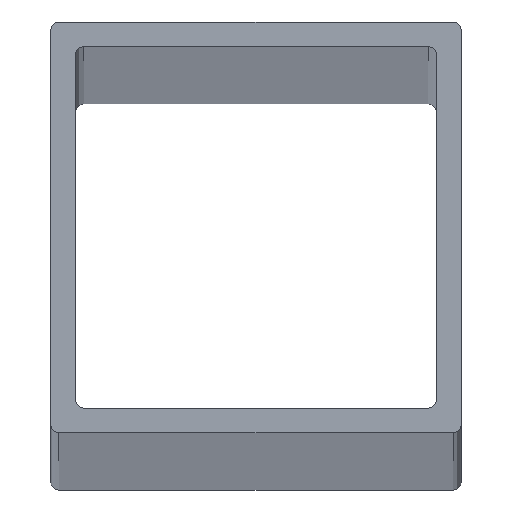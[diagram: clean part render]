
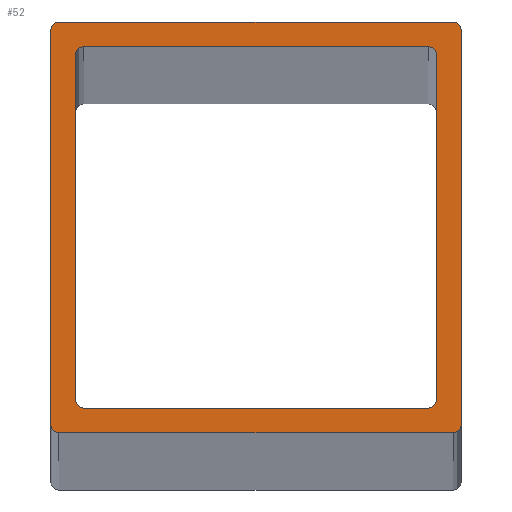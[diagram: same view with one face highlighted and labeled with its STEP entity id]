
A CAD part, top view. The second image highlights one B-rep face of the part: STEP entity #52.
In plain terms, the highlighted planar face has unit normal (0, 0, 1).
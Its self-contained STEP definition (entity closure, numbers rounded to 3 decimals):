
#52 = ADVANCED_FACE( '', ( #111, #112 ), #113, .T. );
#111 = FACE_BOUND( '', #174, .T. );
#112 = FACE_OUTER_BOUND( '', #175, .T. );
#113 = PLANE( '', #176 );
#174 = EDGE_LOOP( '', ( #267, #268, #269, #270, #271, #272, #273, #274 ) );
#175 = EDGE_LOOP( '', ( #275, #276, #277, #278, #279, #280, #281, #282 ) );
#176 = AXIS2_PLACEMENT_3D( '', #283, #284, #285 );
#267 = ORIENTED_EDGE( '', *, *, #415, .F. );
#268 = ORIENTED_EDGE( '', *, *, #416, .F. );
#269 = ORIENTED_EDGE( '', *, *, #417, .F. );
#270 = ORIENTED_EDGE( '', *, *, #418, .F. );
#271 = ORIENTED_EDGE( '', *, *, #419, .F. );
#272 = ORIENTED_EDGE( '', *, *, #412, .F. );
#273 = ORIENTED_EDGE( '', *, *, #405, .F. );
#274 = ORIENTED_EDGE( '', *, *, #420, .F. );
#275 = ORIENTED_EDGE( '', *, *, #421, .T. );
#276 = ORIENTED_EDGE( '', *, *, #422, .T. );
#277 = ORIENTED_EDGE( '', *, *, #385, .T. );
#278 = ORIENTED_EDGE( '', *, *, #423, .T. );
#279 = ORIENTED_EDGE( '', *, *, #424, .T. );
#280 = ORIENTED_EDGE( '', *, *, #409, .T. );
#281 = ORIENTED_EDGE( '', *, *, #425, .T. );
#282 = ORIENTED_EDGE( '', *, *, #426, .T. );
#283 = CARTESIAN_POINT( '', ( -12., -12., 2000. ) );
#284 = DIRECTION( '', ( 0., 0., 1. ) );
#285 = DIRECTION( '', ( 1., 0., 0. ) );
#385 = EDGE_CURVE( '', #454, #452, #455, .T. );
#405 = EDGE_CURVE( '', #488, #490, #491, .T. );
#409 = EDGE_CURVE( '', #496, #494, #497, .T. );
#412 = EDGE_CURVE( '', #490, #500, #501, .T. );
#415 = EDGE_CURVE( '', #504, #505, #506, .T. );
#416 = EDGE_CURVE( '', #507, #504, #508, .T. );
#417 = EDGE_CURVE( '', #509, #507, #510, .T. );
#418 = EDGE_CURVE( '', #511, #509, #512, .T. );
#419 = EDGE_CURVE( '', #500, #511, #513, .T. );
#420 = EDGE_CURVE( '', #505, #488, #514, .T. );
#421 = EDGE_CURVE( '', #515, #516, #517, .T. );
#422 = EDGE_CURVE( '', #516, #454, #518, .T. );
#423 = EDGE_CURVE( '', #452, #519, #520, .T. );
#424 = EDGE_CURVE( '', #519, #496, #521, .T. );
#425 = EDGE_CURVE( '', #494, #522, #523, .T. );
#426 = EDGE_CURVE( '', #522, #515, #524, .T. );
#452 = VERTEX_POINT( '', #551 );
#454 = VERTEX_POINT( '', #554 );
#455 = LINE( '', #555, #556 );
#488 = VERTEX_POINT( '', #597 );
#490 = VERTEX_POINT( '', #600 );
#491 = LINE( '', #601, #602 );
#494 = VERTEX_POINT( '', #606 );
#496 = VERTEX_POINT( '', #609 );
#497 = CIRCLE( '', #610, 0.5 );
#500 = VERTEX_POINT( '', #614 );
#501 = CIRCLE( '', #615, 0.5 );
#504 = VERTEX_POINT( '', #619 );
#505 = VERTEX_POINT( '', #620 );
#506 = LINE( '', #621, #622 );
#507 = VERTEX_POINT( '', #623 );
#508 = CIRCLE( '', #624, 0.5 );
#509 = VERTEX_POINT( '', #625 );
#510 = LINE( '', #626, #627 );
#511 = VERTEX_POINT( '', #628 );
#512 = CIRCLE( '', #629, 0.5 );
#513 = LINE( '', #630, #631 );
#514 = CIRCLE( '', #632, 0.5 );
#515 = VERTEX_POINT( '', #633 );
#516 = VERTEX_POINT( '', #634 );
#517 = LINE( '', #635, #636 );
#518 = CIRCLE( '', #637, 0.5 );
#519 = VERTEX_POINT( '', #638 );
#520 = CIRCLE( '', #639, 0.5 );
#521 = LINE( '', #640, #641 );
#522 = VERTEX_POINT( '', #642 );
#523 = LINE( '', #643, #644 );
#524 = CIRCLE( '', #645, 0.5 );
#551 = CARTESIAN_POINT( '', ( 12., -12.5, 2000. ) );
#554 = CARTESIAN_POINT( '', ( -12., -12.5, 2000. ) );
#555 = CARTESIAN_POINT( '', ( -12., -12.5, 2000. ) );
#556 = VECTOR( '', #678, 1000. );
#597 = CARTESIAN_POINT( '', ( -10.5, -11., 2000. ) );
#600 = CARTESIAN_POINT( '', ( 10.5, -11., 2000. ) );
#601 = CARTESIAN_POINT( '', ( -10.5, -11., 2000. ) );
#602 = VECTOR( '', #712, 1000. );
#606 = CARTESIAN_POINT( '', ( 12., 12.5, 2000. ) );
#609 = CARTESIAN_POINT( '', ( 12.5, 12., 2000. ) );
#610 = AXIS2_PLACEMENT_3D( '', #715, #716, #717 );
#614 = CARTESIAN_POINT( '', ( 11., -10.5, 2000. ) );
#615 = AXIS2_PLACEMENT_3D( '', #719, #720, #721 );
#619 = CARTESIAN_POINT( '', ( -11., 10.5, 2000. ) );
#620 = CARTESIAN_POINT( '', ( -11., -10.5, 2000. ) );
#621 = CARTESIAN_POINT( '', ( -11., 10.5, 2000. ) );
#622 = VECTOR( '', #723, 1000. );
#623 = CARTESIAN_POINT( '', ( -10.5, 11., 2000. ) );
#624 = AXIS2_PLACEMENT_3D( '', #724, #725, #726 );
#625 = CARTESIAN_POINT( '', ( 10.5, 11., 2000. ) );
#626 = CARTESIAN_POINT( '', ( 10.5, 11., 2000. ) );
#627 = VECTOR( '', #727, 1000. );
#628 = CARTESIAN_POINT( '', ( 11., 10.5, 2000. ) );
#629 = AXIS2_PLACEMENT_3D( '', #728, #729, #730 );
#630 = CARTESIAN_POINT( '', ( 11., -10.5, 2000. ) );
#631 = VECTOR( '', #731, 1000. );
#632 = AXIS2_PLACEMENT_3D( '', #732, #733, #734 );
#633 = CARTESIAN_POINT( '', ( -12.5, 12., 2000. ) );
#634 = CARTESIAN_POINT( '', ( -12.5, -12., 2000. ) );
#635 = CARTESIAN_POINT( '', ( -12.5, 12., 2000. ) );
#636 = VECTOR( '', #735, 1000. );
#637 = AXIS2_PLACEMENT_3D( '', #736, #737, #738 );
#638 = CARTESIAN_POINT( '', ( 12.5, -12., 2000. ) );
#639 = AXIS2_PLACEMENT_3D( '', #739, #740, #741 );
#640 = CARTESIAN_POINT( '', ( 12.5, -12., 2000. ) );
#641 = VECTOR( '', #742, 1000. );
#642 = CARTESIAN_POINT( '', ( -12., 12.5, 2000. ) );
#643 = CARTESIAN_POINT( '', ( 12., 12.5, 2000. ) );
#644 = VECTOR( '', #743, 1000. );
#645 = AXIS2_PLACEMENT_3D( '', #744, #745, #746 );
#678 = DIRECTION( '', ( 1., 0., 0. ) );
#712 = DIRECTION( '', ( 1., 0., 0. ) );
#715 = CARTESIAN_POINT( '', ( 12., 12., 2000. ) );
#716 = DIRECTION( '', ( 0., 0., 1. ) );
#717 = DIRECTION( '', ( 1., 0., 0. ) );
#719 = CARTESIAN_POINT( '', ( 10.5, -10.5, 2000. ) );
#720 = DIRECTION( '', ( 0., 0., 1. ) );
#721 = DIRECTION( '', ( 1., 0., 0. ) );
#723 = DIRECTION( '', ( 0., -1., 0. ) );
#724 = CARTESIAN_POINT( '', ( -10.5, 10.5, 2000. ) );
#725 = DIRECTION( '', ( 0., 0., 1. ) );
#726 = DIRECTION( '', ( 1., 0., 0. ) );
#727 = DIRECTION( '', ( -1., 0., 0. ) );
#728 = CARTESIAN_POINT( '', ( 10.5, 10.5, 2000. ) );
#729 = DIRECTION( '', ( 0., 0., 1. ) );
#730 = DIRECTION( '', ( 1., 0., 0. ) );
#731 = DIRECTION( '', ( 0., 1., 0. ) );
#732 = CARTESIAN_POINT( '', ( -10.5, -10.5, 2000. ) );
#733 = DIRECTION( '', ( 0., 0., 1. ) );
#734 = DIRECTION( '', ( 1., 0., 0. ) );
#735 = DIRECTION( '', ( 0., -1., 0. ) );
#736 = CARTESIAN_POINT( '', ( -12., -12., 2000. ) );
#737 = DIRECTION( '', ( 0., 0., 1. ) );
#738 = DIRECTION( '', ( 1., 0., 0. ) );
#739 = CARTESIAN_POINT( '', ( 12., -12., 2000. ) );
#740 = DIRECTION( '', ( 0., 0., 1. ) );
#741 = DIRECTION( '', ( 1., 0., 0. ) );
#742 = DIRECTION( '', ( 0., 1., 0. ) );
#743 = DIRECTION( '', ( -1., 0., 0. ) );
#744 = CARTESIAN_POINT( '', ( -12., 12., 2000. ) );
#745 = DIRECTION( '', ( 0., 0., 1. ) );
#746 = DIRECTION( '', ( 1., 0., 0. ) );
